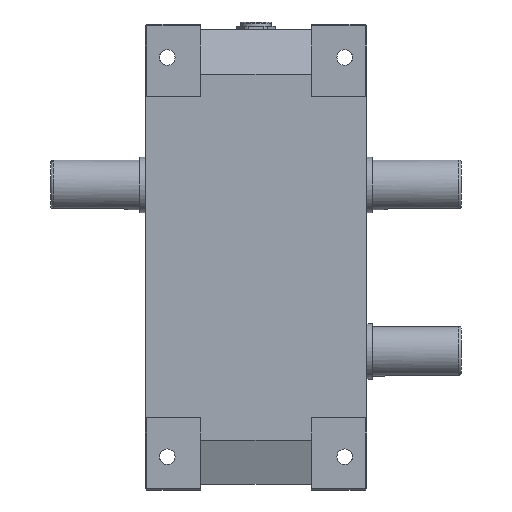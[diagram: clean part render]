
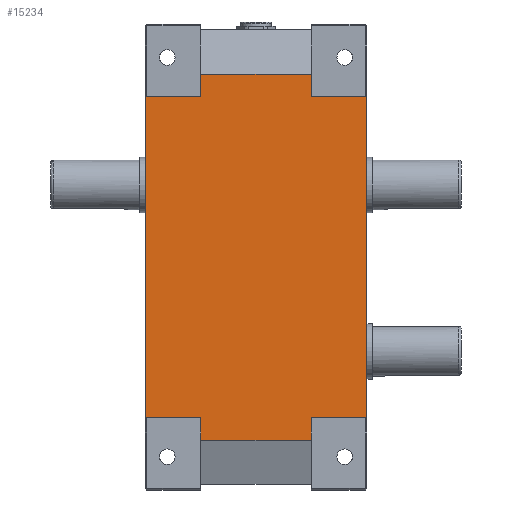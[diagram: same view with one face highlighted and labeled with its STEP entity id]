
A CAD part, front view. The second image highlights one B-rep face of the part: STEP entity #15234.
In plain terms, the highlighted planar face has unit normal (0, -1, 0).
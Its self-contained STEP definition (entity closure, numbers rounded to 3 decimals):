
#348 = DIRECTION ( 'NONE',  ( 0., 1., 0. ) ) ;
#553 = CARTESIAN_POINT ( 'NONE',  ( -100., -140., 80. ) ) ;
#695 = VERTEX_POINT ( 'NONE', #7279 ) ;
#976 = CARTESIAN_POINT ( 'NONE',  ( -50., -140., 100. ) ) ;
#1508 = VECTOR ( 'NONE', #1811, 1000. ) ;
#1549 = VERTEX_POINT ( 'NONE', #21418 ) ;
#1722 = ORIENTED_EDGE ( 'NONE', *, *, #7515, .T. ) ;
#1811 = DIRECTION ( 'NONE',  ( 0., 0., 1. ) ) ;
#1840 = LINE ( 'NONE', #10440, #15745 ) ;
#2253 = AXIS2_PLACEMENT_3D ( 'NONE', #19324, #348, #6318 ) ;
#2442 = VECTOR ( 'NONE', #18382, 1000. ) ;
#2765 = EDGE_CURVE ( 'NONE', #14179, #4923, #22666, .T. ) ;
#3024 = EDGE_CURVE ( 'NONE', #10491, #15941, #12596, .T. ) ;
#3263 = ORIENTED_EDGE ( 'NONE', *, *, #9604, .T. ) ;
#3440 = LINE ( 'NONE', #5282, #7554 ) ;
#3766 = DIRECTION ( 'NONE',  ( 1., 0., 0. ) ) ;
#4081 = CARTESIAN_POINT ( 'NONE',  ( 100., -140., 80. ) ) ;
#4128 = ORIENTED_EDGE ( 'NONE', *, *, #4363, .T. ) ;
#4166 = ORIENTED_EDGE ( 'NONE', *, *, #11955, .F. ) ;
#4363 = EDGE_CURVE ( 'NONE', #695, #7611, #22597, .T. ) ;
#4608 = EDGE_CURVE ( 'NONE', #9941, #23542, #8054, .T. ) ;
#4730 = DIRECTION ( 'NONE',  ( 1., 0., 0. ) ) ;
#4922 = CARTESIAN_POINT ( 'NONE',  ( 50., -140., -275. ) ) ;
#4923 = VERTEX_POINT ( 'NONE', #21238 ) ;
#5282 = CARTESIAN_POINT ( 'NONE',  ( -100., -140., -210. ) ) ;
#5486 = LINE ( 'NONE', #4922, #19709 ) ;
#5544 = ORIENTED_EDGE ( 'NONE', *, *, #11358, .T. ) ;
#6199 = VERTEX_POINT ( 'NONE', #7842 ) ;
#6318 = DIRECTION ( 'NONE',  ( 1., 0., 0. ) ) ;
#6649 = VECTOR ( 'NONE', #8979, 1000. ) ;
#6788 = ORIENTED_EDGE ( 'NONE', *, *, #2765, .F. ) ;
#7031 = DIRECTION ( 'NONE',  ( 1., 0., 0. ) ) ;
#7279 = CARTESIAN_POINT ( 'NONE',  ( -50., -140., -230. ) ) ;
#7515 = EDGE_CURVE ( 'NONE', #1549, #4923, #19644, .T. ) ;
#7554 = VECTOR ( 'NONE', #7031, 1000. ) ;
#7611 = VERTEX_POINT ( 'NONE', #9767 ) ;
#7842 = CARTESIAN_POINT ( 'NONE',  ( 50., -140., -210. ) ) ;
#7853 = DIRECTION ( 'NONE',  ( 1., 0., 0. ) ) ;
#8054 = LINE ( 'NONE', #18303, #2442 ) ;
#8083 = CARTESIAN_POINT ( 'NONE',  ( -100., -140., -210. ) ) ;
#8416 = VERTEX_POINT ( 'NONE', #23530 ) ;
#8742 = CARTESIAN_POINT ( 'NONE',  ( -50., -140., 80. ) ) ;
#8979 = DIRECTION ( 'NONE',  ( -1., 0., 0. ) ) ;
#9412 = CARTESIAN_POINT ( 'NONE',  ( -50., -140., -275. ) ) ;
#9416 = ORIENTED_EDGE ( 'NONE', *, *, #17712, .T. ) ;
#9604 = EDGE_CURVE ( 'NONE', #9941, #8416, #1840, .T. ) ;
#9677 = CARTESIAN_POINT ( 'NONE',  ( -100., -140., 80. ) ) ;
#9767 = CARTESIAN_POINT ( 'NONE',  ( 50., -140., -230. ) ) ;
#9941 = VERTEX_POINT ( 'NONE', #8083 ) ;
#10001 = ORIENTED_EDGE ( 'NONE', *, *, #22319, .F. ) ;
#10440 = CARTESIAN_POINT ( 'NONE',  ( -100., -140., -210. ) ) ;
#10491 = VERTEX_POINT ( 'NONE', #18047 ) ;
#10537 = VERTEX_POINT ( 'NONE', #8742 ) ;
#10832 = CARTESIAN_POINT ( 'NONE',  ( -100., -140., 100. ) ) ;
#11351 = EDGE_LOOP ( 'NONE', ( #5544, #17494, #10001, #17144, #20828, #3263, #4166, #4128, #9416, #24400, #1722, #6788 ) ) ;
#11358 = EDGE_CURVE ( 'NONE', #14179, #10491, #5486, .T. ) ;
#11590 = LINE ( 'NONE', #9412, #1508 ) ;
#11641 = PLANE ( 'NONE',  #2253 ) ;
#11955 = EDGE_CURVE ( 'NONE', #695, #8416, #12891, .T. ) ;
#12596 = LINE ( 'NONE', #10832, #6649 ) ;
#12612 = VECTOR ( 'NONE', #24490, 1000. ) ;
#12682 = LINE ( 'NONE', #9677, #18627 ) ;
#12700 = FACE_OUTER_BOUND ( 'NONE', #11351, .T. ) ;
#12891 = LINE ( 'NONE', #22674, #12612 ) ;
#14003 = VECTOR ( 'NONE', #3766, 1000. ) ;
#14179 = VERTEX_POINT ( 'NONE', #18288 ) ;
#14463 = DIRECTION ( 'NONE',  ( 0., 0., 1. ) ) ;
#14999 = CARTESIAN_POINT ( 'NONE',  ( 50., -140., -275. ) ) ;
#15234 = ADVANCED_FACE ( 'NONE', ( #12700 ), #11641, .F. ) ;
#15745 = VECTOR ( 'NONE', #4730, 1000. ) ;
#15794 = EDGE_CURVE ( 'NONE', #23542, #10537, #12682, .T. ) ;
#15941 = VERTEX_POINT ( 'NONE', #976 ) ;
#17144 = ORIENTED_EDGE ( 'NONE', *, *, #15794, .F. ) ;
#17200 = DIRECTION ( 'NONE',  ( 0., 0., 1. ) ) ;
#17359 = VECTOR ( 'NONE', #17200, 1000. ) ;
#17391 = DIRECTION ( 'NONE',  ( 1., 0., 0. ) ) ;
#17494 = ORIENTED_EDGE ( 'NONE', *, *, #3024, .T. ) ;
#17607 = EDGE_CURVE ( 'NONE', #6199, #1549, #3440, .T. ) ;
#17712 = EDGE_CURVE ( 'NONE', #7611, #6199, #22379, .T. ) ;
#18047 = CARTESIAN_POINT ( 'NONE',  ( 50., -140., 100. ) ) ;
#18288 = CARTESIAN_POINT ( 'NONE',  ( 50., -140., 80. ) ) ;
#18303 = CARTESIAN_POINT ( 'NONE',  ( -100., -140., 80. ) ) ;
#18382 = DIRECTION ( 'NONE',  ( 0., 0., 1. ) ) ;
#18627 = VECTOR ( 'NONE', #7853, 1000. ) ;
#19324 = CARTESIAN_POINT ( 'NONE',  ( -100., -140., 80. ) ) ;
#19401 = DIRECTION ( 'NONE',  ( 0., 0., 1. ) ) ;
#19644 = LINE ( 'NONE', #4081, #22623 ) ;
#19709 = VECTOR ( 'NONE', #14463, 1000. ) ;
#20800 = CARTESIAN_POINT ( 'NONE',  ( -100., -140., -230. ) ) ;
#20828 = ORIENTED_EDGE ( 'NONE', *, *, #4608, .F. ) ;
#20879 = CARTESIAN_POINT ( 'NONE',  ( -100., -140., 80. ) ) ;
#21238 = CARTESIAN_POINT ( 'NONE',  ( 100., -140., 80. ) ) ;
#21418 = CARTESIAN_POINT ( 'NONE',  ( 100., -140., -210. ) ) ;
#22065 = VECTOR ( 'NONE', #17391, 1000. ) ;
#22319 = EDGE_CURVE ( 'NONE', #10537, #15941, #11590, .T. ) ;
#22379 = LINE ( 'NONE', #14999, #17359 ) ;
#22597 = LINE ( 'NONE', #20800, #14003 ) ;
#22623 = VECTOR ( 'NONE', #19401, 1000. ) ;
#22666 = LINE ( 'NONE', #553, #22065 ) ;
#22674 = CARTESIAN_POINT ( 'NONE',  ( -50., -140., -275. ) ) ;
#23530 = CARTESIAN_POINT ( 'NONE',  ( -50., -140., -210. ) ) ;
#23542 = VERTEX_POINT ( 'NONE', #20879 ) ;
#24400 = ORIENTED_EDGE ( 'NONE', *, *, #17607, .T. ) ;
#24490 = DIRECTION ( 'NONE',  ( 0., 0., 1. ) ) ;
